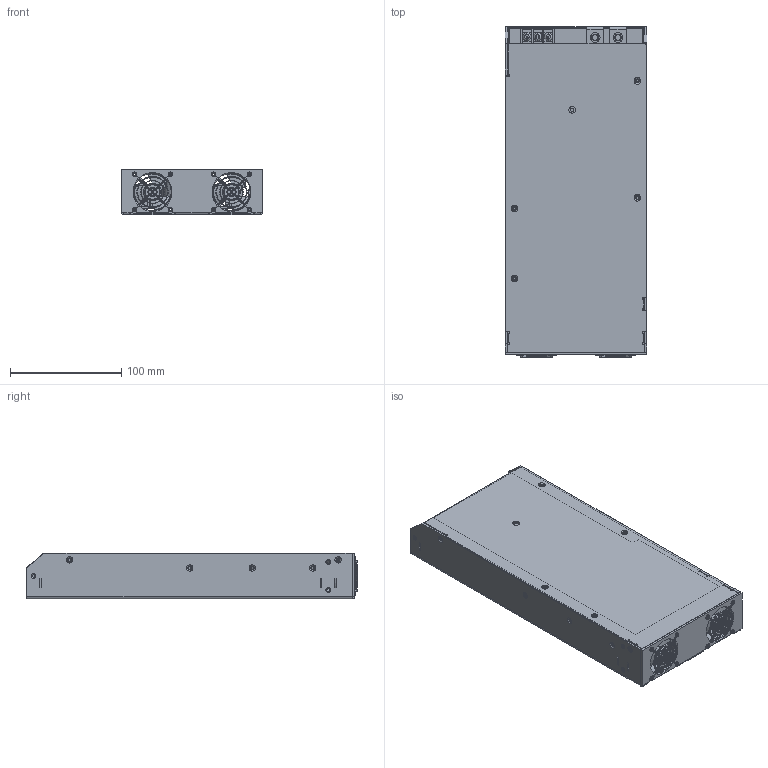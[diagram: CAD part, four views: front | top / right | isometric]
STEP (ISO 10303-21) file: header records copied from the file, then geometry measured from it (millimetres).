
FILE_DESCRIPTION(('OneSpaceDesigner STEP Export'),'2;1');
FILE_NAME('RSP-2000..stp','2013-05-13T11:28:51',(''),(''),'OneSpace Designer STEP processor for AP214 (Solid Model)','OneSpace Designer 13.20 11-May-2005 (C) CoCreate Software GmbH','');
FILE_SCHEMA(('AUTOMOTIVE_DESIGN { 1 0 10303 214 1 1 1 1 }'));
Length unit declared in the file: millimetre
Products named in the file (39): pin.1; p3; hs2; p1.2; HS3; hs3; pcb; ©T©w¤ù1; fan_a; FAN; 952¤W»\; mylr; cu2; HHJ; MOS15.5x10.1.1.1.1.1.1.1.1.1.1.1.1.1; MOS; ºÝ¤l®y¤½W; PCB-2; M3-10LÁ³¬W.1.1.1.1.3; CASE; ff.1.1.1.1.1; base; hs123; pin; hs112; hs.1; VR.1; M3; pcb2; ºÝ¤l; p3.1; nt; a2; a1.3; RSP-2000
Assembly tree (73 placements, depth 4):
  RSP-2000
    a1.3
      a2  x2
        nt
        p3.1
      ºÝ¤l
      pcb2
      M3
      VR.1
      FAN  x2
        FAN
        fan_a
    hs.1
      pin.1  x2
      p3
    hs112
      pin.1
      pin
      hs123
    base
      ff.1.1.1.1.1  x3
      CASE
      M3-10LÁ³¬W.1.1.1.1.3  x5
    PCB-2
    ºÝ¤l®y¤½W
    MOS
      MOS15.5x10.1.1.1.1.1.1.1.1.1.1.1.1.1  x18
    ©T©w¤ù1  x3
    HHJ  x2
    cu2
    mylr
    952¤W»\
    FAN  x2
      FAN
      fan_a
    pcb
    hs3
      pin.1
      HS3
    p1.2  x2
    hs2
      pin.1  x2
      p3
Bounding box: 127 x 297.07 x 41 mm (x, y, z)
Volume: 345929.8 mm3; surface area: 512925.9 mm2
Topology: 64 solids, 68 shells, 3592 faces, 9697 edges, 6294 vertices
Faces by surface type: plane 1571, cylinder 1363, torus 316, bspline 184, cone 158
Entity records: 56263 total; most frequent: CARTESIAN_POINT 20302, ORIENTED_EDGE 7886, DIRECTION 6097, EDGE_CURVE 3947, VERTEX_POINT 2538, VECTOR 2153, LINE 2153, AXIS2_PLACEMENT_3D 1972
